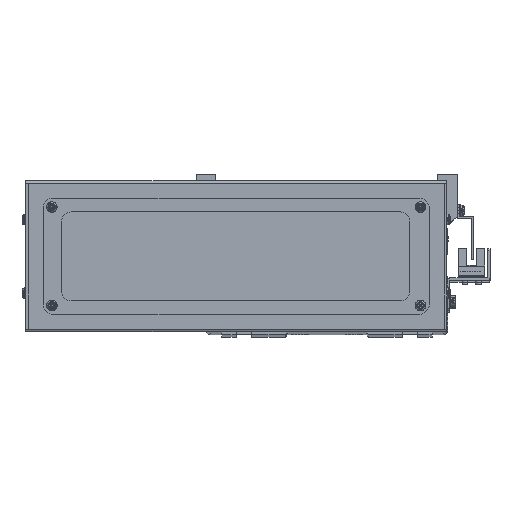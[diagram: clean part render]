
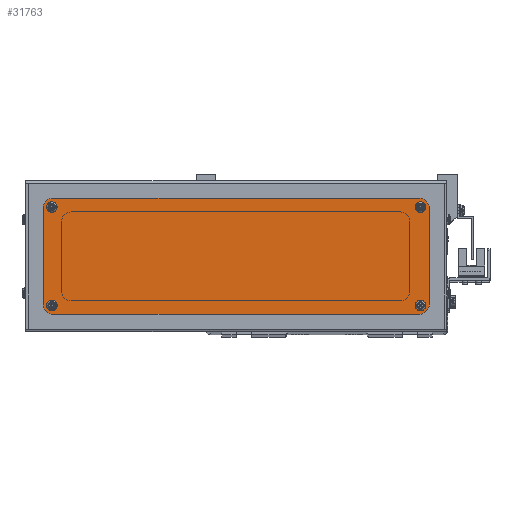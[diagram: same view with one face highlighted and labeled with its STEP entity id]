
A CAD part, top view. The second image highlights one B-rep face of the part: STEP entity #31763.
In plain terms, the highlighted planar face has unit normal (0, 0, 1).
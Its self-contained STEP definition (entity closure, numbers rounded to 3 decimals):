
#871 = EDGE_CURVE ( 'NONE', #33856, #68193, #64003, .T. ) ;
#2161 = FACE_BOUND ( 'NONE', #21280, .T. ) ;
#2214 = VERTEX_POINT ( 'NONE', #32236 ) ;
#2822 = CARTESIAN_POINT ( 'NONE',  ( 95., -30., 2. ) ) ;
#2837 = DIRECTION ( 'NONE',  ( 0., 0., 1. ) ) ;
#3587 = AXIS2_PLACEMENT_3D ( 'NONE', #27132, #69415, #33138 ) ;
#5448 = CARTESIAN_POINT ( 'NONE',  ( -100., -25., 2. ) ) ;
#5905 = DIRECTION ( 'NONE',  ( 1., 0., 0. ) ) ;
#8971 = PLANE ( 'NONE',  #3587 ) ;
#9472 = DIRECTION ( 'NONE',  ( 0., 0., 1. ) ) ;
#10216 = CARTESIAN_POINT ( 'NONE',  ( -93.8, -25.5, 2. ) ) ;
#10962 = EDGE_CURVE ( 'NONE', #20393, #37055, #24851, .T. ) ;
#12636 = LINE ( 'NONE', #78077, #74928 ) ;
#13395 = ORIENTED_EDGE ( 'NONE', *, *, #60650, .F. ) ;
#14757 = ORIENTED_EDGE ( 'NONE', *, *, #46110, .F. ) ;
#15051 = CARTESIAN_POINT ( 'NONE',  ( -95., 30., 2. ) ) ;
#15263 = CIRCLE ( 'NONE', #77246, 5. ) ;
#15386 = ORIENTED_EDGE ( 'NONE', *, *, #10962, .F. ) ;
#15802 = ORIENTED_EDGE ( 'NONE', *, *, #35006, .T. ) ;
#16383 = FACE_BOUND ( 'NONE', #52437, .T. ) ;
#17090 = EDGE_CURVE ( 'NONE', #37055, #20393, #36089, .T. ) ;
#17562 = DIRECTION ( 'NONE',  ( 0., 0., 1. ) ) ;
#17594 = DIRECTION ( 'NONE',  ( 0., -1., 0. ) ) ;
#18153 = CARTESIAN_POINT ( 'NONE',  ( 95., 30., 2. ) ) ;
#18503 = CIRCLE ( 'NONE', #37156, 1.7 ) ;
#19014 = AXIS2_PLACEMENT_3D ( 'NONE', #67019, #30808, #73060 ) ;
#19404 = CARTESIAN_POINT ( 'NONE',  ( 97.2, -25.5, 2. ) ) ;
#20393 = VERTEX_POINT ( 'NONE', #57348 ) ;
#20444 = DIRECTION ( 'NONE',  ( 0., 0., 1. ) ) ;
#20569 = ORIENTED_EDGE ( 'NONE', *, *, #67342, .T. ) ;
#20730 = VERTEX_POINT ( 'NONE', #43554 ) ;
#20894 = AXIS2_PLACEMENT_3D ( 'NONE', #38925, #2837, #45006 ) ;
#21019 = CARTESIAN_POINT ( 'NONE',  ( -95.5, -25.5, 2. ) ) ;
#21280 = EDGE_LOOP ( 'NONE', ( #14757, #66757 ) ) ;
#21593 = ORIENTED_EDGE ( 'NONE', *, *, #871, .T. ) ;
#22218 = LINE ( 'NONE', #5448, #52403 ) ;
#22723 = EDGE_CURVE ( 'NONE', #69391, #29659, #38668, .T. ) ;
#22993 = CARTESIAN_POINT ( 'NONE',  ( -95., 25., 2. ) ) ;
#23536 = EDGE_CURVE ( 'NONE', #20730, #77679, #33871, .T. ) ;
#24032 = EDGE_CURVE ( 'NONE', #29659, #64513, #30046, .T. ) ;
#24851 = CIRCLE ( 'NONE', #47039, 1.7 ) ;
#26246 = VECTOR ( 'NONE', #46507, 1000. ) ;
#26633 = EDGE_LOOP ( 'NONE', ( #21593, #60633, #55498, #20569, #66956, #60621, #33898, #15802 ) ) ;
#27073 = DIRECTION ( 'NONE',  ( 1., 0., 0. ) ) ;
#27132 = CARTESIAN_POINT ( 'NONE',  ( -95., -25., 2. ) ) ;
#27683 = VERTEX_POINT ( 'NONE', #2822 ) ;
#29047 = DIRECTION ( 'NONE',  ( 1., 0., 0. ) ) ;
#29659 = VERTEX_POINT ( 'NONE', #18153 ) ;
#30046 = LINE ( 'NONE', #30187, #62173 ) ;
#30187 = CARTESIAN_POINT ( 'NONE',  ( -95., 30., 2. ) ) ;
#30619 = DIRECTION ( 'NONE',  ( 0., 0., 1. ) ) ;
#30808 = DIRECTION ( 'NONE',  ( 0., 0., 1. ) ) ;
#31763 = ADVANCED_FACE ( 'NONE', ( #36105, #2161, #48406, #32333, #16383 ), #8971, .T. ) ;
#32236 = CARTESIAN_POINT ( 'NONE',  ( -97.2, -25.5, 2. ) ) ;
#32333 = FACE_BOUND ( 'NONE', #43447, .T. ) ;
#33138 = DIRECTION ( 'NONE',  ( 1., 0., 0. ) ) ;
#33417 = EDGE_CURVE ( 'NONE', #36170, #39449, #63981, .T. ) ;
#33507 = DIRECTION ( 'NONE',  ( 0., 0., 1. ) ) ;
#33838 = CARTESIAN_POINT ( 'NONE',  ( 95.5, 25.5, 2. ) ) ;
#33856 = VERTEX_POINT ( 'NONE', #46192 ) ;
#33871 = CIRCLE ( 'NONE', #19014, 1.7 ) ;
#33898 = ORIENTED_EDGE ( 'NONE', *, *, #56568, .T. ) ;
#35006 = EDGE_CURVE ( 'NONE', #68717, #33856, #22218, .T. ) ;
#35776 = DIRECTION ( 'NONE',  ( 0., 0., 1. ) ) ;
#36089 = CIRCLE ( 'NONE', #54034, 1.7 ) ;
#36105 = FACE_BOUND ( 'NONE', #48903, .T. ) ;
#36170 = VERTEX_POINT ( 'NONE', #71270 ) ;
#37055 = VERTEX_POINT ( 'NONE', #19404 ) ;
#37100 = VERTEX_POINT ( 'NONE', #38024 ) ;
#37156 = AXIS2_PLACEMENT_3D ( 'NONE', #78113, #41944, #5905 ) ;
#37739 = CIRCLE ( 'NONE', #48403, 1.7 ) ;
#37995 = ORIENTED_EDGE ( 'NONE', *, *, #17090, .F. ) ;
#38024 = CARTESIAN_POINT ( 'NONE',  ( 100., -25., 2. ) ) ;
#38668 = CIRCLE ( 'NONE', #77541, 5. ) ;
#38925 = CARTESIAN_POINT ( 'NONE',  ( -95.5, 25.5, 2. ) ) ;
#39449 = VERTEX_POINT ( 'NONE', #61155 ) ;
#39875 = DIRECTION ( 'NONE',  ( 1., 0., 0. ) ) ;
#40416 = CARTESIAN_POINT ( 'NONE',  ( 100., 25., 2. ) ) ;
#41944 = DIRECTION ( 'NONE',  ( 0., 0., 1. ) ) ;
#42163 = DIRECTION ( 'NONE',  ( 1., 0., 0. ) ) ;
#43017 = CARTESIAN_POINT ( 'NONE',  ( 100., 25., 2. ) ) ;
#43447 = EDGE_LOOP ( 'NONE', ( #51121, #13395 ) ) ;
#43554 = CARTESIAN_POINT ( 'NONE',  ( -97.2, 25.5, 2. ) ) ;
#44625 = EDGE_CURVE ( 'NONE', #48959, #2214, #18503, .T. ) ;
#44874 = AXIS2_PLACEMENT_3D ( 'NONE', #21019, #63217, #27073 ) ;
#44960 = CIRCLE ( 'NONE', #20894, 1.7 ) ;
#45006 = DIRECTION ( 'NONE',  ( 1., 0., 0. ) ) ;
#45407 = AXIS2_PLACEMENT_3D ( 'NONE', #53649, #17562, #59736 ) ;
#45559 = CARTESIAN_POINT ( 'NONE',  ( 95.5, 25.5, 2. ) ) ;
#46110 = EDGE_CURVE ( 'NONE', #39449, #36170, #37739, .T. ) ;
#46192 = CARTESIAN_POINT ( 'NONE',  ( -100., -25., 2. ) ) ;
#46507 = DIRECTION ( 'NONE',  ( 0., 1., 0. ) ) ;
#47039 = AXIS2_PLACEMENT_3D ( 'NONE', #66820, #30619, #72866 ) ;
#47280 = CIRCLE ( 'NONE', #44874, 1.7 ) ;
#48403 = AXIS2_PLACEMENT_3D ( 'NONE', #33838, #76082, #39875 ) ;
#48406 = FACE_OUTER_BOUND ( 'NONE', #26633, .T. ) ;
#48903 = EDGE_LOOP ( 'NONE', ( #15386, #37995 ) ) ;
#48959 = VERTEX_POINT ( 'NONE', #10216 ) ;
#51121 = ORIENTED_EDGE ( 'NONE', *, *, #23536, .F. ) ;
#51667 = DIRECTION ( 'NONE',  ( 1., 0., 0. ) ) ;
#52403 = VECTOR ( 'NONE', #17594, 1000. ) ;
#52437 = EDGE_LOOP ( 'NONE', ( #66368, #59016 ) ) ;
#53649 = CARTESIAN_POINT ( 'NONE',  ( -95., -25., 2. ) ) ;
#54034 = AXIS2_PLACEMENT_3D ( 'NONE', #56563, #20444, #62666 ) ;
#55498 = ORIENTED_EDGE ( 'NONE', *, *, #74077, .T. ) ;
#56563 = CARTESIAN_POINT ( 'NONE',  ( 95.5, -25.5, 2. ) ) ;
#56568 = EDGE_CURVE ( 'NONE', #64513, #68717, #15263, .T. ) ;
#57348 = CARTESIAN_POINT ( 'NONE',  ( 93.8, -25.5, 2. ) ) ;
#58001 = CIRCLE ( 'NONE', #66706, 5. ) ;
#59016 = ORIENTED_EDGE ( 'NONE', *, *, #44625, .F. ) ;
#59736 = DIRECTION ( 'NONE',  ( 1., 0., 0. ) ) ;
#60605 = CARTESIAN_POINT ( 'NONE',  ( -100., 25., 2. ) ) ;
#60621 = ORIENTED_EDGE ( 'NONE', *, *, #24032, .T. ) ;
#60633 = ORIENTED_EDGE ( 'NONE', *, *, #69889, .T. ) ;
#60650 = EDGE_CURVE ( 'NONE', #77679, #20730, #44960, .T. ) ;
#61155 = CARTESIAN_POINT ( 'NONE',  ( 93.8, 25.5, 2. ) ) ;
#61406 = CARTESIAN_POINT ( 'NONE',  ( -93.8, 25.5, 2. ) ) ;
#62173 = VECTOR ( 'NONE', #72440, 1000. ) ;
#62666 = DIRECTION ( 'NONE',  ( 1., 0., 0. ) ) ;
#63217 = DIRECTION ( 'NONE',  ( 0., 0., 1. ) ) ;
#63981 = CIRCLE ( 'NONE', #67454, 1.7 ) ;
#64003 = CIRCLE ( 'NONE', #45407, 5. ) ;
#64513 = VERTEX_POINT ( 'NONE', #15051 ) ;
#65081 = EDGE_CURVE ( 'NONE', #2214, #48959, #47280, .T. ) ;
#65224 = DIRECTION ( 'NONE',  ( 0., 0., 1. ) ) ;
#66256 = CARTESIAN_POINT ( 'NONE',  ( -95., -30., 2. ) ) ;
#66368 = ORIENTED_EDGE ( 'NONE', *, *, #65081, .F. ) ;
#66706 = AXIS2_PLACEMENT_3D ( 'NONE', #72014, #35776, #77995 ) ;
#66757 = ORIENTED_EDGE ( 'NONE', *, *, #33417, .F. ) ;
#66820 = CARTESIAN_POINT ( 'NONE',  ( 95.5, -25.5, 2. ) ) ;
#66956 = ORIENTED_EDGE ( 'NONE', *, *, #22723, .T. ) ;
#67019 = CARTESIAN_POINT ( 'NONE',  ( -95.5, 25.5, 2. ) ) ;
#67342 = EDGE_CURVE ( 'NONE', #37100, #69391, #74386, .T. ) ;
#67454 = AXIS2_PLACEMENT_3D ( 'NONE', #45559, #9472, #51667 ) ;
#68193 = VERTEX_POINT ( 'NONE', #66256 ) ;
#68717 = VERTEX_POINT ( 'NONE', #60605 ) ;
#69391 = VERTEX_POINT ( 'NONE', #43017 ) ;
#69415 = DIRECTION ( 'NONE',  ( 0., 0., 1. ) ) ;
#69765 = CARTESIAN_POINT ( 'NONE',  ( 95., 25., 2. ) ) ;
#69889 = EDGE_CURVE ( 'NONE', #68193, #27683, #12636, .T. ) ;
#71270 = CARTESIAN_POINT ( 'NONE',  ( 97.2, 25.5, 2. ) ) ;
#72014 = CARTESIAN_POINT ( 'NONE',  ( 95., -25., 2. ) ) ;
#72440 = DIRECTION ( 'NONE',  ( -1., 0., 0. ) ) ;
#72866 = DIRECTION ( 'NONE',  ( 1., 0., 0. ) ) ;
#73060 = DIRECTION ( 'NONE',  ( 1., 0., 0. ) ) ;
#74077 = EDGE_CURVE ( 'NONE', #27683, #37100, #58001, .T. ) ;
#74386 = LINE ( 'NONE', #40416, #26246 ) ;
#74928 = VECTOR ( 'NONE', #42163, 1000. ) ;
#75736 = DIRECTION ( 'NONE',  ( 1., 0., 0. ) ) ;
#76082 = DIRECTION ( 'NONE',  ( 0., 0., 1. ) ) ;
#77246 = AXIS2_PLACEMENT_3D ( 'NONE', #22993, #65224, #29047 ) ;
#77541 = AXIS2_PLACEMENT_3D ( 'NONE', #69765, #33507, #75736 ) ;
#77679 = VERTEX_POINT ( 'NONE', #61406 ) ;
#77995 = DIRECTION ( 'NONE',  ( 1., 0., 0. ) ) ;
#78077 = CARTESIAN_POINT ( 'NONE',  ( 95., -30., 2. ) ) ;
#78113 = CARTESIAN_POINT ( 'NONE',  ( -95.5, -25.5, 2. ) ) ;
